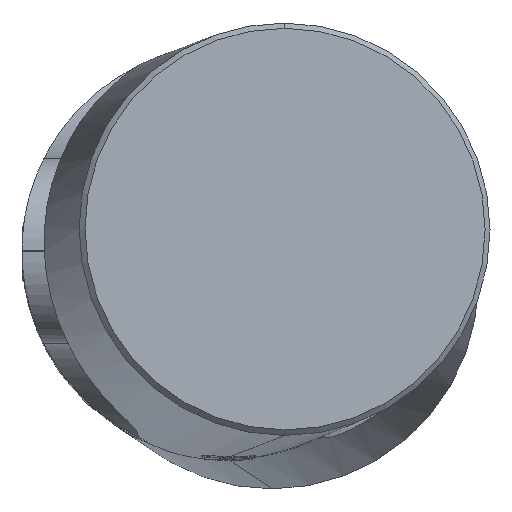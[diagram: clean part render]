
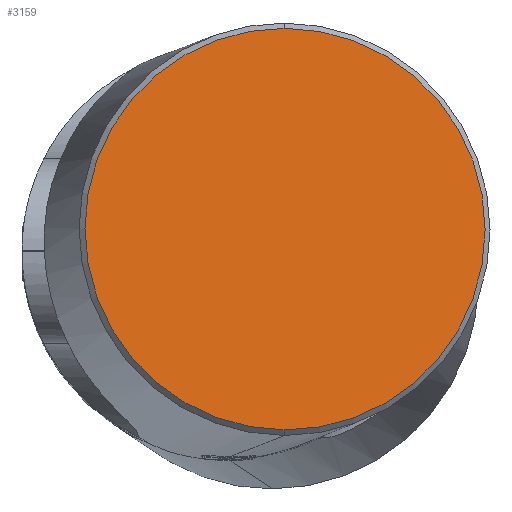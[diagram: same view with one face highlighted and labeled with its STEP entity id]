
A CAD part, top view. The second image highlights one B-rep face of the part: STEP entity #3159.
In plain terms, the highlighted face is planar.
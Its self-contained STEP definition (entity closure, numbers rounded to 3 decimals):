
#6=CARTESIAN_POINT('',(0.,0.,0.));
#7=DIRECTION('',(0.,0.,1.));
#8=DIRECTION('',(-1.,0.,0.));
#9=AXIS2_PLACEMENT_3D('',#6,#7,#8);
#11=CARTESIAN_POINT('',(0.,0.,0.));
#12=DIRECTION('',(0.,0.,1.));
#13=DIRECTION('',(1.,0.,0.));
#14=AXIS2_PLACEMENT_3D('',#11,#12,#13);
#3068=CARTESIAN_POINT('',(37.1,0.,0.));
#3069=CARTESIAN_POINT('',(-37.1,0.,0.));
#3070=VERTEX_POINT('',#3068);
#3071=VERTEX_POINT('',#3069);
#3149=CARTESIAN_POINT('',(0.,0.,0.));
#3150=DIRECTION('',(0.,0.,1.));
#3151=DIRECTION('',(1.,0.,0.));
#3152=AXIS2_PLACEMENT_3D('',#3149,#3150,#3151);
#3153=PLANE('',#3152);
#3155=ORIENTED_EDGE('',*,*,#3154,.T.);
#3156=ORIENTED_EDGE('',*,*,#3138,.T.);
#3157=EDGE_LOOP('',(#3155,#3156));
#3158=FACE_OUTER_BOUND('',#3157,.F.);
#3159=ADVANCED_FACE('',(#3158),#3153,.F.);
#10=CIRCLE('',#9,37.1);
#15=CIRCLE('',#14,37.1);
#3138=EDGE_CURVE('',#3070,#3071,#15,.T.);
#3154=EDGE_CURVE('',#3071,#3070,#10,.T.);
